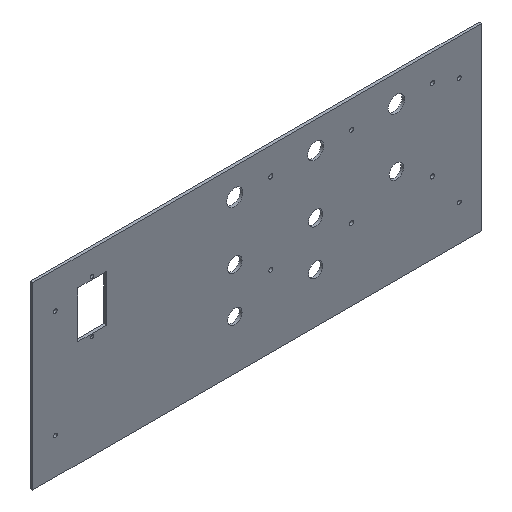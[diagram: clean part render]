
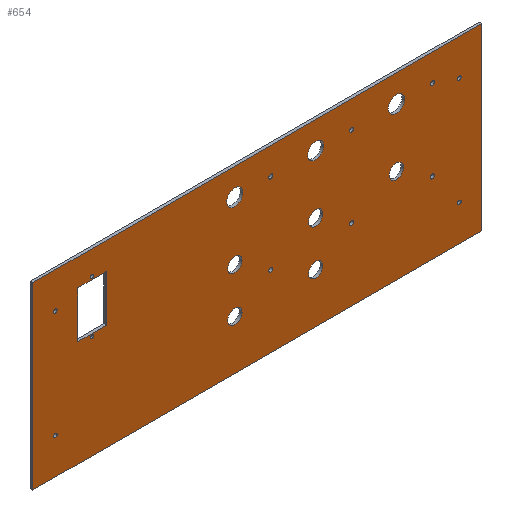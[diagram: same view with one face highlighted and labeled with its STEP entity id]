
A CAD part, isometric view. The second image highlights one B-rep face of the part: STEP entity #654.
In plain terms, the highlighted planar face has unit normal (0, -1, 0).
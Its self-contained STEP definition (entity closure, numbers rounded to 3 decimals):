
#36=FACE_BOUND('',#198,.T.);
#37=FACE_BOUND('',#199,.T.);
#38=FACE_BOUND('',#200,.T.);
#39=FACE_BOUND('',#201,.T.);
#40=FACE_BOUND('',#202,.T.);
#41=FACE_BOUND('',#203,.T.);
#42=FACE_BOUND('',#204,.T.);
#43=FACE_BOUND('',#205,.T.);
#44=FACE_BOUND('',#206,.T.);
#45=FACE_BOUND('',#207,.T.);
#46=FACE_BOUND('',#208,.T.);
#47=FACE_BOUND('',#209,.T.);
#48=FACE_BOUND('',#210,.T.);
#49=FACE_BOUND('',#211,.T.);
#50=FACE_BOUND('',#212,.T.);
#51=FACE_BOUND('',#213,.T.);
#52=FACE_BOUND('',#214,.T.);
#53=FACE_BOUND('',#215,.T.);
#54=FACE_BOUND('',#216,.T.);
#55=FACE_BOUND('',#217,.T.);
#56=FACE_BOUND('',#218,.T.);
#58=CIRCLE('',#675,1.75);
#60=CIRCLE('',#678,1.75);
#62=CIRCLE('',#681,2.);
#64=CIRCLE('',#684,2.);
#66=CIRCLE('',#687,2.);
#68=CIRCLE('',#690,2.);
#70=CIRCLE('',#693,2.25);
#72=CIRCLE('',#696,2.25);
#74=CIRCLE('',#699,9.);
#76=CIRCLE('',#702,9.);
#78=CIRCLE('',#705,2.25);
#80=CIRCLE('',#708,2.25);
#82=CIRCLE('',#711,2.25);
#84=CIRCLE('',#714,2.25);
#86=CIRCLE('',#717,9.);
#88=CIRCLE('',#720,8.);
#90=CIRCLE('',#723,8.);
#92=CIRCLE('',#726,8.);
#94=CIRCLE('',#729,8.);
#96=CIRCLE('',#732,8.);
#146=FACE_OUTER_BOUND('',#197,.T.);
#197=EDGE_LOOP('',(#587,#588,#589,#590));
#198=EDGE_LOOP('',(#591));
#199=EDGE_LOOP('',(#592));
#200=EDGE_LOOP('',(#593));
#201=EDGE_LOOP('',(#594));
#202=EDGE_LOOP('',(#595));
#203=EDGE_LOOP('',(#596));
#204=EDGE_LOOP('',(#597));
#205=EDGE_LOOP('',(#598));
#206=EDGE_LOOP('',(#599));
#207=EDGE_LOOP('',(#600));
#208=EDGE_LOOP('',(#601));
#209=EDGE_LOOP('',(#602));
#210=EDGE_LOOP('',(#603));
#211=EDGE_LOOP('',(#604));
#212=EDGE_LOOP('',(#605));
#213=EDGE_LOOP('',(#606));
#214=EDGE_LOOP('',(#607));
#215=EDGE_LOOP('',(#608));
#216=EDGE_LOOP('',(#609));
#217=EDGE_LOOP('',(#610));
#218=EDGE_LOOP('',(#611,#612,#613,#614));
#219=LINE('',#929,#263);
#223=LINE('',#937,#267);
#226=LINE('',#943,#270);
#229=LINE('',#948,#273);
#251=LINE('',#1073,#295);
#255=LINE('',#1081,#299);
#258=LINE('',#1087,#302);
#261=LINE('',#1092,#305);
#263=VECTOR('',#743,10.);
#267=VECTOR('',#749,10.);
#270=VECTOR('',#754,10.);
#273=VECTOR('',#759,10.);
#295=VECTOR('',#903,10.);
#299=VECTOR('',#909,10.);
#302=VECTOR('',#914,10.);
#305=VECTOR('',#919,10.);
#307=VERTEX_POINT('',#927);
#308=VERTEX_POINT('',#928);
#311=VERTEX_POINT('',#936);
#313=VERTEX_POINT('',#942);
#316=VERTEX_POINT('',#953);
#318=VERTEX_POINT('',#959);
#320=VERTEX_POINT('',#965);
#322=VERTEX_POINT('',#971);
#324=VERTEX_POINT('',#977);
#326=VERTEX_POINT('',#983);
#328=VERTEX_POINT('',#989);
#330=VERTEX_POINT('',#995);
#332=VERTEX_POINT('',#1001);
#334=VERTEX_POINT('',#1007);
#336=VERTEX_POINT('',#1013);
#338=VERTEX_POINT('',#1019);
#340=VERTEX_POINT('',#1025);
#342=VERTEX_POINT('',#1031);
#344=VERTEX_POINT('',#1037);
#346=VERTEX_POINT('',#1043);
#348=VERTEX_POINT('',#1049);
#350=VERTEX_POINT('',#1055);
#352=VERTEX_POINT('',#1061);
#354=VERTEX_POINT('',#1067);
#355=VERTEX_POINT('',#1071);
#356=VERTEX_POINT('',#1072);
#359=VERTEX_POINT('',#1080);
#361=VERTEX_POINT('',#1086);
#363=EDGE_CURVE('',#307,#308,#219,.T.);
#367=EDGE_CURVE('',#311,#307,#223,.T.);
#370=EDGE_CURVE('',#313,#311,#226,.T.);
#373=EDGE_CURVE('',#308,#313,#229,.T.);
#377=EDGE_CURVE('',#316,#316,#58,.T.);
#380=EDGE_CURVE('',#318,#318,#60,.T.);
#383=EDGE_CURVE('',#320,#320,#62,.T.);
#386=EDGE_CURVE('',#322,#322,#64,.T.);
#389=EDGE_CURVE('',#324,#324,#66,.T.);
#392=EDGE_CURVE('',#326,#326,#68,.T.);
#395=EDGE_CURVE('',#328,#328,#70,.T.);
#398=EDGE_CURVE('',#330,#330,#72,.T.);
#401=EDGE_CURVE('',#332,#332,#74,.T.);
#404=EDGE_CURVE('',#334,#334,#76,.T.);
#407=EDGE_CURVE('',#336,#336,#78,.T.);
#410=EDGE_CURVE('',#338,#338,#80,.T.);
#413=EDGE_CURVE('',#340,#340,#82,.T.);
#416=EDGE_CURVE('',#342,#342,#84,.T.);
#419=EDGE_CURVE('',#344,#344,#86,.T.);
#422=EDGE_CURVE('',#346,#346,#88,.T.);
#425=EDGE_CURVE('',#348,#348,#90,.T.);
#428=EDGE_CURVE('',#350,#350,#92,.T.);
#431=EDGE_CURVE('',#352,#352,#94,.T.);
#434=EDGE_CURVE('',#354,#354,#96,.T.);
#435=EDGE_CURVE('',#355,#356,#251,.T.);
#439=EDGE_CURVE('',#356,#359,#255,.T.);
#442=EDGE_CURVE('',#359,#361,#258,.T.);
#445=EDGE_CURVE('',#361,#355,#261,.T.);
#587=ORIENTED_EDGE('',*,*,#445,.T.);
#588=ORIENTED_EDGE('',*,*,#435,.T.);
#589=ORIENTED_EDGE('',*,*,#439,.T.);
#590=ORIENTED_EDGE('',*,*,#442,.T.);
#591=ORIENTED_EDGE('',*,*,#434,.F.);
#592=ORIENTED_EDGE('',*,*,#431,.F.);
#593=ORIENTED_EDGE('',*,*,#428,.F.);
#594=ORIENTED_EDGE('',*,*,#425,.F.);
#595=ORIENTED_EDGE('',*,*,#422,.F.);
#596=ORIENTED_EDGE('',*,*,#419,.F.);
#597=ORIENTED_EDGE('',*,*,#416,.F.);
#598=ORIENTED_EDGE('',*,*,#413,.F.);
#599=ORIENTED_EDGE('',*,*,#410,.F.);
#600=ORIENTED_EDGE('',*,*,#407,.F.);
#601=ORIENTED_EDGE('',*,*,#404,.F.);
#602=ORIENTED_EDGE('',*,*,#401,.F.);
#603=ORIENTED_EDGE('',*,*,#398,.F.);
#604=ORIENTED_EDGE('',*,*,#395,.F.);
#605=ORIENTED_EDGE('',*,*,#392,.F.);
#606=ORIENTED_EDGE('',*,*,#389,.F.);
#607=ORIENTED_EDGE('',*,*,#386,.F.);
#608=ORIENTED_EDGE('',*,*,#383,.F.);
#609=ORIENTED_EDGE('',*,*,#380,.F.);
#610=ORIENTED_EDGE('',*,*,#377,.F.);
#611=ORIENTED_EDGE('',*,*,#373,.F.);
#612=ORIENTED_EDGE('',*,*,#363,.F.);
#613=ORIENTED_EDGE('',*,*,#367,.F.);
#614=ORIENTED_EDGE('',*,*,#370,.F.);
#624=PLANE('',#738);
#654=ADVANCED_FACE('',(#146,#36,#37,#38,#39,#40,#41,#42,#43,#44,#45,#46,
#47,#48,#49,#50,#51,#52,#53,#54,#55,#56),#624,.F.);
#675=AXIS2_PLACEMENT_3D('',#955,#766,#767);
#678=AXIS2_PLACEMENT_3D('',#961,#773,#774);
#681=AXIS2_PLACEMENT_3D('',#967,#780,#781);
#684=AXIS2_PLACEMENT_3D('',#973,#787,#788);
#687=AXIS2_PLACEMENT_3D('',#979,#794,#795);
#690=AXIS2_PLACEMENT_3D('',#985,#801,#802);
#693=AXIS2_PLACEMENT_3D('',#991,#808,#809);
#696=AXIS2_PLACEMENT_3D('',#997,#815,#816);
#699=AXIS2_PLACEMENT_3D('',#1003,#822,#823);
#702=AXIS2_PLACEMENT_3D('',#1009,#829,#830);
#705=AXIS2_PLACEMENT_3D('',#1015,#836,#837);
#708=AXIS2_PLACEMENT_3D('',#1021,#843,#844);
#711=AXIS2_PLACEMENT_3D('',#1027,#850,#851);
#714=AXIS2_PLACEMENT_3D('',#1033,#857,#858);
#717=AXIS2_PLACEMENT_3D('',#1039,#864,#865);
#720=AXIS2_PLACEMENT_3D('',#1045,#871,#872);
#723=AXIS2_PLACEMENT_3D('',#1051,#878,#879);
#726=AXIS2_PLACEMENT_3D('',#1057,#885,#886);
#729=AXIS2_PLACEMENT_3D('',#1063,#892,#893);
#732=AXIS2_PLACEMENT_3D('',#1069,#899,#900);
#738=AXIS2_PLACEMENT_3D('',#1095,#923,#924);
#743=DIRECTION('',(-1.,0.,0.));
#749=DIRECTION('',(0.,0.,1.));
#754=DIRECTION('',(1.,0.,0.));
#759=DIRECTION('',(0.,0.,-1.));
#766=DIRECTION('center_axis',(0.,-1.,0.));
#767=DIRECTION('ref_axis',(1.,0.,0.));
#773=DIRECTION('center_axis',(0.,-1.,0.));
#774=DIRECTION('ref_axis',(1.,0.,0.));
#780=DIRECTION('center_axis',(0.,-1.,0.));
#781=DIRECTION('ref_axis',(1.,0.,0.));
#787=DIRECTION('center_axis',(0.,-1.,0.));
#788=DIRECTION('ref_axis',(1.,0.,0.));
#794=DIRECTION('center_axis',(0.,-1.,0.));
#795=DIRECTION('ref_axis',(1.,0.,0.));
#801=DIRECTION('center_axis',(0.,-1.,0.));
#802=DIRECTION('ref_axis',(1.,0.,0.));
#808=DIRECTION('center_axis',(0.,-1.,0.));
#809=DIRECTION('ref_axis',(1.,0.,0.));
#815=DIRECTION('center_axis',(0.,-1.,0.));
#816=DIRECTION('ref_axis',(1.,0.,0.));
#822=DIRECTION('center_axis',(0.,-1.,0.));
#823=DIRECTION('ref_axis',(1.,0.,0.));
#829=DIRECTION('center_axis',(0.,-1.,0.));
#830=DIRECTION('ref_axis',(1.,0.,0.));
#836=DIRECTION('center_axis',(0.,-1.,0.));
#837=DIRECTION('ref_axis',(1.,0.,0.));
#843=DIRECTION('center_axis',(0.,-1.,0.));
#844=DIRECTION('ref_axis',(1.,0.,0.));
#850=DIRECTION('center_axis',(0.,-1.,0.));
#851=DIRECTION('ref_axis',(1.,0.,0.));
#857=DIRECTION('center_axis',(0.,-1.,0.));
#858=DIRECTION('ref_axis',(1.,0.,0.));
#864=DIRECTION('center_axis',(0.,-1.,0.));
#865=DIRECTION('ref_axis',(1.,0.,0.));
#871=DIRECTION('center_axis',(0.,-1.,0.));
#872=DIRECTION('ref_axis',(1.,0.,0.));
#878=DIRECTION('center_axis',(0.,-1.,0.));
#879=DIRECTION('ref_axis',(1.,0.,0.));
#885=DIRECTION('center_axis',(0.,-1.,0.));
#886=DIRECTION('ref_axis',(1.,0.,0.));
#892=DIRECTION('center_axis',(0.,-1.,0.));
#893=DIRECTION('ref_axis',(1.,0.,0.));
#899=DIRECTION('center_axis',(0.,-1.,0.));
#900=DIRECTION('ref_axis',(1.,0.,0.));
#903=DIRECTION('',(0.,0.,-1.));
#909=DIRECTION('',(1.,0.,0.));
#914=DIRECTION('',(0.,0.,1.));
#919=DIRECTION('',(-1.,0.,0.));
#923=DIRECTION('center_axis',(0.,1.,0.));
#924=DIRECTION('ref_axis',(1.,0.,0.));
#927=CARTESIAN_POINT('',(-168.,0.,183.));
#928=CARTESIAN_POINT('',(-200.,0.,183.));
#929=CARTESIAN_POINT('',(-200.,0.,183.));
#936=CARTESIAN_POINT('',(-168.,0.,131.));
#937=CARTESIAN_POINT('',(-168.,0.,183.));
#942=CARTESIAN_POINT('',(-200.,0.,131.));
#943=CARTESIAN_POINT('',(-168.,0.,131.));
#948=CARTESIAN_POINT('',(-200.,0.,131.));
#953=CARTESIAN_POINT('',(-185.75,0.,186.25));
#955=CARTESIAN_POINT('Origin',(-184.,0.,186.25));
#959=CARTESIAN_POINT('',(-185.75,0.,127.75));
#961=CARTESIAN_POINT('Origin',(-184.,0.,127.75));
#965=CARTESIAN_POINT('',(-227.,0.,53.));
#967=CARTESIAN_POINT('Origin',(-225.,0.,53.));
#971=CARTESIAN_POINT('',(-227.,0.,173.));
#973=CARTESIAN_POINT('Origin',(-225.,0.,173.));
#977=CARTESIAN_POINT('',(223.,0.,53.));
#979=CARTESIAN_POINT('Origin',(225.,0.,53.));
#983=CARTESIAN_POINT('',(223.,0.,173.));
#985=CARTESIAN_POINT('Origin',(225.,0.,173.));
#989=CARTESIAN_POINT('',(192.75,0.,183.));
#991=CARTESIAN_POINT('Origin',(195.,0.,183.));
#995=CARTESIAN_POINT('',(192.75,0.,93.));
#997=CARTESIAN_POINT('Origin',(195.,0.,93.));
#1001=CARTESIAN_POINT('',(56.,0.,183.));
#1003=CARTESIAN_POINT('Origin',(65.,0.,183.));
#1007=CARTESIAN_POINT('',(146.,0.,183.));
#1009=CARTESIAN_POINT('Origin',(155.,0.,183.));
#1013=CARTESIAN_POINT('',(12.75,0.,93.));
#1015=CARTESIAN_POINT('Origin',(15.,0.,93.));
#1019=CARTESIAN_POINT('',(12.75,0.,183.));
#1021=CARTESIAN_POINT('Origin',(15.,0.,183.));
#1025=CARTESIAN_POINT('',(102.75,0.,183.));
#1027=CARTESIAN_POINT('Origin',(105.,0.,183.));
#1031=CARTESIAN_POINT('',(102.75,0.,93.));
#1033=CARTESIAN_POINT('Origin',(105.,0.,93.));
#1037=CARTESIAN_POINT('',(-34.,0.,183.));
#1039=CARTESIAN_POINT('Origin',(-25.,0.,183.));
#1043=CARTESIAN_POINT('',(57.,0.,68.));
#1045=CARTESIAN_POINT('Origin',(65.,0.,68.));
#1049=CARTESIAN_POINT('',(-33.,0.,68.));
#1051=CARTESIAN_POINT('Origin',(-25.,0.,68.));
#1055=CARTESIAN_POINT('',(-33.,0.,118.));
#1057=CARTESIAN_POINT('Origin',(-25.,0.,118.));
#1061=CARTESIAN_POINT('',(147.,0.,118.));
#1063=CARTESIAN_POINT('Origin',(155.,0.,118.));
#1067=CARTESIAN_POINT('',(57.,0.,118.));
#1069=CARTESIAN_POINT('Origin',(65.,0.,118.));
#1071=CARTESIAN_POINT('',(-250.,0.,213.));
#1072=CARTESIAN_POINT('',(-250.,0.,13.));
#1073=CARTESIAN_POINT('',(-250.,0.,213.));
#1080=CARTESIAN_POINT('',(250.,0.,13.));
#1081=CARTESIAN_POINT('',(-250.,0.,13.));
#1086=CARTESIAN_POINT('',(250.,0.,213.));
#1087=CARTESIAN_POINT('',(250.,0.,13.));
#1092=CARTESIAN_POINT('',(250.,0.,213.));
#1095=CARTESIAN_POINT('Origin',(0.,0.,113.));
